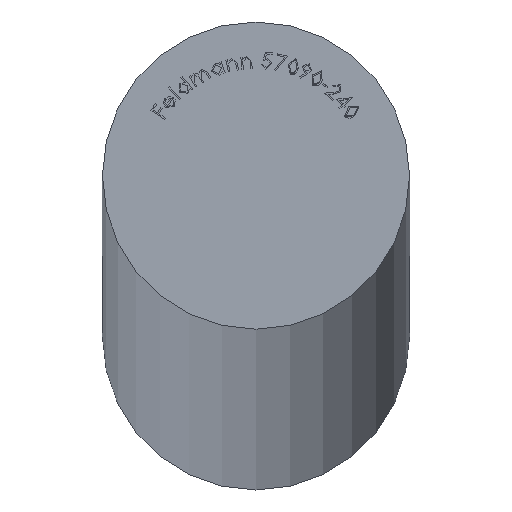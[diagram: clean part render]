
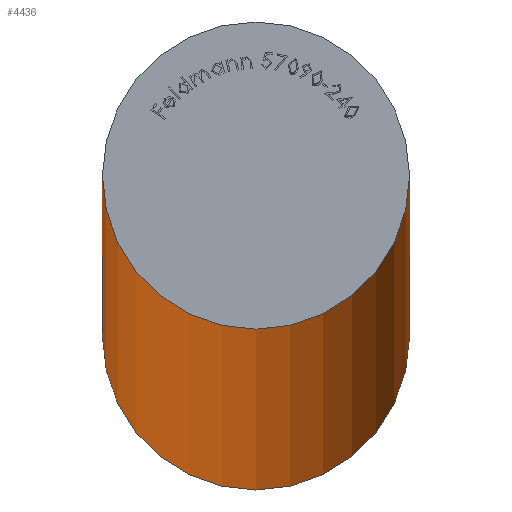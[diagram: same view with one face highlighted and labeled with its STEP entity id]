
A CAD part, top view. The second image highlights one B-rep face of the part: STEP entity #4436.
In plain terms, the highlighted cylindrical face has radius 5 mm (diameter 10 mm), a partial arc.
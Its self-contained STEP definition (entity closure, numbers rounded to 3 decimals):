
#827 = CARTESIAN_POINT ( 'NONE',  ( 5., 0., 0. ) ) ;
#1398 = EDGE_LOOP ( 'NONE', ( #9988, #9495, #6215, #12170 ) ) ;
#1547 = VERTEX_POINT ( 'NONE', #8340 ) ;
#1660 = CIRCLE ( 'NONE', #10814, 5. ) ;
#2214 = VERTEX_POINT ( 'NONE', #827 ) ;
#2444 = DIRECTION ( 'NONE',  ( 0., 0., 1. ) ) ;
#2463 = VECTOR ( 'NONE', #6637, 1000. ) ;
#2773 = CARTESIAN_POINT ( 'NONE',  ( 0., 0., -3000. ) ) ;
#2809 = CARTESIAN_POINT ( 'NONE',  ( 0., 0., 0. ) ) ;
#3418 = CARTESIAN_POINT ( 'NONE',  ( 5., 0., -3000. ) ) ;
#3745 = DIRECTION ( 'NONE',  ( 1., 0., 0. ) ) ;
#3781 = DIRECTION ( 'NONE',  ( 1., 0., 0. ) ) ;
#4182 = EDGE_CURVE ( 'NONE', #9543, #8577, #9828, .T. ) ;
#4436 = ADVANCED_FACE ( 'NONE', ( #11185 ), #6068, .T. ) ;
#4552 = DIRECTION ( 'NONE',  ( 1., 0., 0. ) ) ;
#4765 = CARTESIAN_POINT ( 'NONE',  ( -5., 0., -3000. ) ) ;
#5753 = EDGE_CURVE ( 'NONE', #8577, #2214, #1660, .T. ) ;
#6068 = CYLINDRICAL_SURFACE ( 'NONE', #11964, 5. ) ;
#6215 = ORIENTED_EDGE ( 'NONE', *, *, #12442, .T. ) ;
#6284 = CIRCLE ( 'NONE', #8083, 5. ) ;
#6637 = DIRECTION ( 'NONE',  ( 0., 0., 1. ) ) ;
#7672 = EDGE_CURVE ( 'NONE', #9543, #1547, #6284, .T. ) ;
#8083 = AXIS2_PLACEMENT_3D ( 'NONE', #2773, #9480, #3745 ) ;
#8324 = CARTESIAN_POINT ( 'NONE',  ( -5., 0., -3000. ) ) ;
#8340 = CARTESIAN_POINT ( 'NONE',  ( 5., 0., -3000. ) ) ;
#8577 = VERTEX_POINT ( 'NONE', #11255 ) ;
#8937 = LINE ( 'NONE', #3418, #11198 ) ;
#9480 = DIRECTION ( 'NONE',  ( 0., 0., 1. ) ) ;
#9495 = ORIENTED_EDGE ( 'NONE', *, *, #7672, .T. ) ;
#9516 = DIRECTION ( 'NONE',  ( 0., 0., 1. ) ) ;
#9543 = VERTEX_POINT ( 'NONE', #8324 ) ;
#9828 = LINE ( 'NONE', #4765, #2463 ) ;
#9988 = ORIENTED_EDGE ( 'NONE', *, *, #4182, .F. ) ;
#10814 = AXIS2_PLACEMENT_3D ( 'NONE', #2809, #9516, #3781 ) ;
#11185 = FACE_OUTER_BOUND ( 'NONE', #1398, .T. ) ;
#11198 = VECTOR ( 'NONE', #2444, 1000. ) ;
#11255 = CARTESIAN_POINT ( 'NONE',  ( -5., 0., 0. ) ) ;
#11964 = AXIS2_PLACEMENT_3D ( 'NONE', #12172, #12259, #4552 ) ;
#12170 = ORIENTED_EDGE ( 'NONE', *, *, #5753, .F. ) ;
#12172 = CARTESIAN_POINT ( 'NONE',  ( 0., 0., -3000. ) ) ;
#12259 = DIRECTION ( 'NONE',  ( 0., 0., 1. ) ) ;
#12442 = EDGE_CURVE ( 'NONE', #1547, #2214, #8937, .T. ) ;
